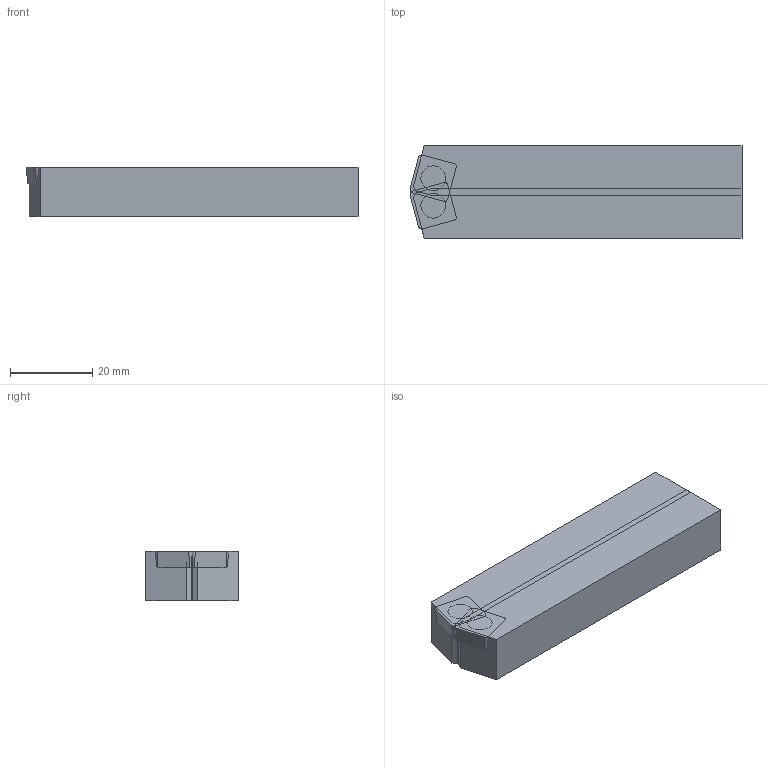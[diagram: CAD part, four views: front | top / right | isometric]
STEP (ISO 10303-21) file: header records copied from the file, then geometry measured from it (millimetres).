
FILE_DESCRIPTION(/* description */ (''),/* implementation_level */ '2;1');
FILE_NAME(/* name */ 'SSBCL1212F09_SIM.stp',/* time_stamp */ '2023-09-11T13:28:13+02:00',/* author */ (''),/* organization */ (''),/* preprocessor_version */ 'ST-DEVELOPER v18.102',/* originating_system */ 'SIEMENS PLM Software NX 2027',/* authorisation */ '');
FILE_SCHEMA (('AUTOMOTIVE_DESIGN { 1 0 10303 214 3 1 1 1 }'));
Length unit declared in the file: millimetre
Products named in the file (1): model1
Bounding box: 80.97 x 22.47 x 12.01 mm (x, y, z)
Surface area: 8770 mm2
Topology: 4 solids, 4 shells, 42 faces, 100 edges, 66 vertices
Faces by surface type: plane 28, cone 8, cylinder 4, torus 2
Full cylindrical faces by diameter (mm): 4.4 x2, 6 x2
Entity records: 1214 total; most frequent: DIRECTION 202, CARTESIAN_POINT 199, ORIENTED_EDGE 184, EDGE_CURVE 92, LINE 68, VECTOR 68, AXIS2_PLACEMENT_3D 67, VERTEX_POINT 64
